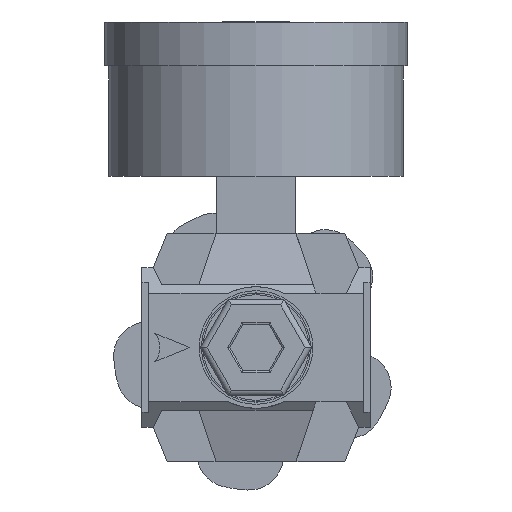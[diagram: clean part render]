
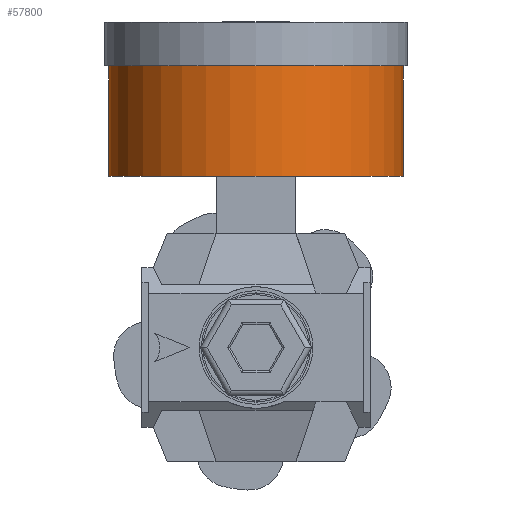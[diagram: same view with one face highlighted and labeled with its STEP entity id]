
A CAD part, front view. The second image highlights one B-rep face of the part: STEP entity #57800.
In plain terms, the highlighted cylindrical face has radius 25.8 mm (diameter 51.6 mm), a partial arc.
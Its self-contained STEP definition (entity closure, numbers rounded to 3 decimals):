
#1652 = ORIENTED_EDGE ( 'NONE', *, *, #62777, .T. ) ;
#1843 = DIRECTION ( 'NONE',  ( 0., 0., 1. ) ) ;
#2942 = DIRECTION ( 'NONE',  ( 0., 0., 1. ) ) ;
#3521 = VECTOR ( 'NONE', #16589, 1000. ) ;
#7812 = CARTESIAN_POINT ( 'NONE',  ( 25.8, 0., -27. ) ) ;
#7949 = DIRECTION ( 'NONE',  ( 0., 0., 1. ) ) ;
#8582 = DIRECTION ( 'NONE',  ( 1., 0., 0. ) ) ;
#12157 = EDGE_CURVE ( 'NONE', #26939, #26481, #34025, .T. ) ;
#13280 = FACE_OUTER_BOUND ( 'NONE', #36816, .T. ) ;
#14519 = CARTESIAN_POINT ( 'NONE',  ( 25.8, 0., -7.7 ) ) ;
#14650 = CARTESIAN_POINT ( 'NONE',  ( 25.8, 0., -27. ) ) ;
#16063 = DIRECTION ( 'NONE',  ( 0., 0., 1. ) ) ;
#16589 = DIRECTION ( 'NONE',  ( 0., 0., 1. ) ) ;
#20910 = CARTESIAN_POINT ( 'NONE',  ( -25.8, 0., -27. ) ) ;
#21576 = EDGE_CURVE ( 'NONE', #26481, #34808, #51997, .T. ) ;
#26481 = VERTEX_POINT ( 'NONE', #14519 ) ;
#26939 = VERTEX_POINT ( 'NONE', #14650 ) ;
#30097 = ORIENTED_EDGE ( 'NONE', *, *, #12157, .F. ) ;
#32110 = CARTESIAN_POINT ( 'NONE',  ( 0., 0., -27. ) ) ;
#33831 = AXIS2_PLACEMENT_3D ( 'NONE', #45266, #16063, #50170 ) ;
#34025 = LINE ( 'NONE', #7812, #3521 ) ;
#34073 = EDGE_CURVE ( 'NONE', #26939, #43760, #50519, .T. ) ;
#34808 = VERTEX_POINT ( 'NONE', #62972 ) ;
#35609 = VECTOR ( 'NONE', #1843, 1000. ) ;
#36816 = EDGE_LOOP ( 'NONE', ( #61391, #1652, #63242, #30097 ) ) ;
#37007 = DIRECTION ( 'NONE',  ( 1., 0., 0. ) ) ;
#37753 = CARTESIAN_POINT ( 'NONE',  ( 0., 0., -27. ) ) ;
#38688 = LINE ( 'NONE', #20910, #35609 ) ;
#40720 = AXIS2_PLACEMENT_3D ( 'NONE', #32110, #2942, #37007 ) ;
#43760 = VERTEX_POINT ( 'NONE', #48720 ) ;
#45266 = CARTESIAN_POINT ( 'NONE',  ( 0., 0., -7.7 ) ) ;
#46938 = AXIS2_PLACEMENT_3D ( 'NONE', #37753, #7949, #8582 ) ;
#48720 = CARTESIAN_POINT ( 'NONE',  ( -25.8, 0., -27. ) ) ;
#50170 = DIRECTION ( 'NONE',  ( 1., 0., 0. ) ) ;
#50519 = CIRCLE ( 'NONE', #40720, 25.8 ) ;
#51997 = CIRCLE ( 'NONE', #33831, 25.8 ) ;
#57800 = ADVANCED_FACE ( 'NONE', ( #13280 ), #59018, .T. ) ;
#59018 = CYLINDRICAL_SURFACE ( 'NONE', #46938, 25.8 ) ;
#61391 = ORIENTED_EDGE ( 'NONE', *, *, #34073, .T. ) ;
#62777 = EDGE_CURVE ( 'NONE', #43760, #34808, #38688, .T. ) ;
#62972 = CARTESIAN_POINT ( 'NONE',  ( -25.8, 0., -7.7 ) ) ;
#63242 = ORIENTED_EDGE ( 'NONE', *, *, #21576, .F. ) ;
